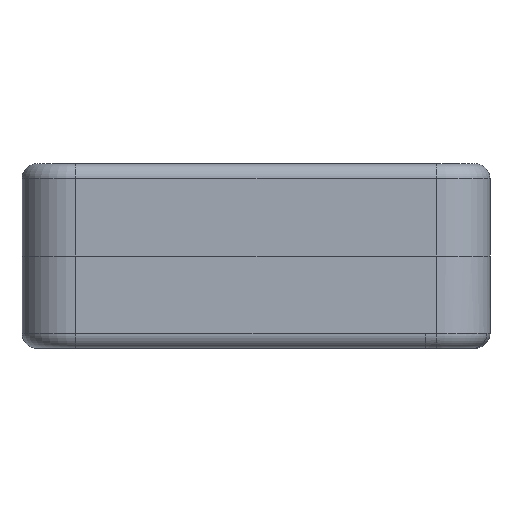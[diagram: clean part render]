
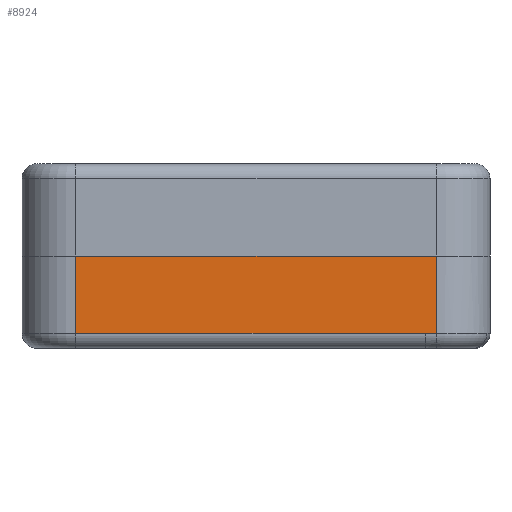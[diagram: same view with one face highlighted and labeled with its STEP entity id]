
A CAD part, left-side view. The second image highlights one B-rep face of the part: STEP entity #8924.
In plain terms, the highlighted planar face has unit normal (-1, 0, 0).
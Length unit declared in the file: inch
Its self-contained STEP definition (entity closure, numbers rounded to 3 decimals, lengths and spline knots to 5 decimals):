
#239=PLANE('',#9507);
#822=FACE_OUTER_BOUND('',#1329,.T.);
#1329=EDGE_LOOP('',(#6647,#6648,#6649,#6650,#6651));
#1998=LINE('',#13636,#2839);
#2000=LINE('',#13668,#2841);
#2013=LINE('',#13759,#2854);
#2014=LINE('',#13763,#2855);
#2015=LINE('',#13764,#2856);
#2839=VECTOR('',#10732,0.3937);
#2841=VECTOR('',#10746,0.3937);
#2854=VECTOR('',#10815,0.3937);
#2855=VECTOR('',#10820,0.3937);
#2856=VECTOR('',#10821,0.3937);
#3923=VERTEX_POINT('',#13630);
#3924=VERTEX_POINT('',#13634);
#3928=VERTEX_POINT('',#13666);
#3944=VERTEX_POINT('',#13758);
#3945=VERTEX_POINT('',#13762);
#4892=EDGE_CURVE('',#3924,#3923,#1998,.T.);
#4900=EDGE_CURVE('',#3928,#3924,#2000,.T.);
#4931=EDGE_CURVE('',#3944,#3923,#2013,.T.);
#4933=EDGE_CURVE('',#3945,#3928,#2014,.T.);
#4934=EDGE_CURVE('',#3944,#3945,#2015,.T.);
#6647=ORIENTED_EDGE('',*,*,#4892,.F.);
#6648=ORIENTED_EDGE('',*,*,#4900,.F.);
#6649=ORIENTED_EDGE('',*,*,#4933,.F.);
#6650=ORIENTED_EDGE('',*,*,#4934,.F.);
#6651=ORIENTED_EDGE('',*,*,#4931,.T.);
#8924=ADVANCED_FACE('',(#822),#239,.T.);
#9507=AXIS2_PLACEMENT_3D('',#13761,#10818,#10819);
#10732=DIRECTION('',(0.,1.,0.));
#10746=DIRECTION('',(0.,1.,0.));
#10815=DIRECTION('',(0.,0.,-1.));
#10818=DIRECTION('center_axis',(-1.,0.,0.));
#10819=DIRECTION('ref_axis',(0.,0.,1.));
#10820=DIRECTION('',(0.,0.,-1.));
#10821=DIRECTION('',(0.,-1.,0.));
#13630=CARTESIAN_POINT('',(-0.688,0.5,-0.157));
#13634=CARTESIAN_POINT('',(-0.688,-0.21258,-0.157));
#13636=CARTESIAN_POINT('',(-0.688,0.28824,-0.157));
#13666=CARTESIAN_POINT('',(-0.688,-0.235,-0.157));
#13668=CARTESIAN_POINT('',(-0.688,0.28824,-0.157));
#13758=CARTESIAN_POINT('',(-0.688,0.5,0.));
#13759=CARTESIAN_POINT('',(-0.688,0.5,0.));
#13761=CARTESIAN_POINT('Origin',(-0.688,0.5,0.));
#13762=CARTESIAN_POINT('',(-0.688,-0.235,0.));
#13763=CARTESIAN_POINT('',(-0.688,-0.235,0.));
#13764=CARTESIAN_POINT('',(-0.688,0.5,0.));
